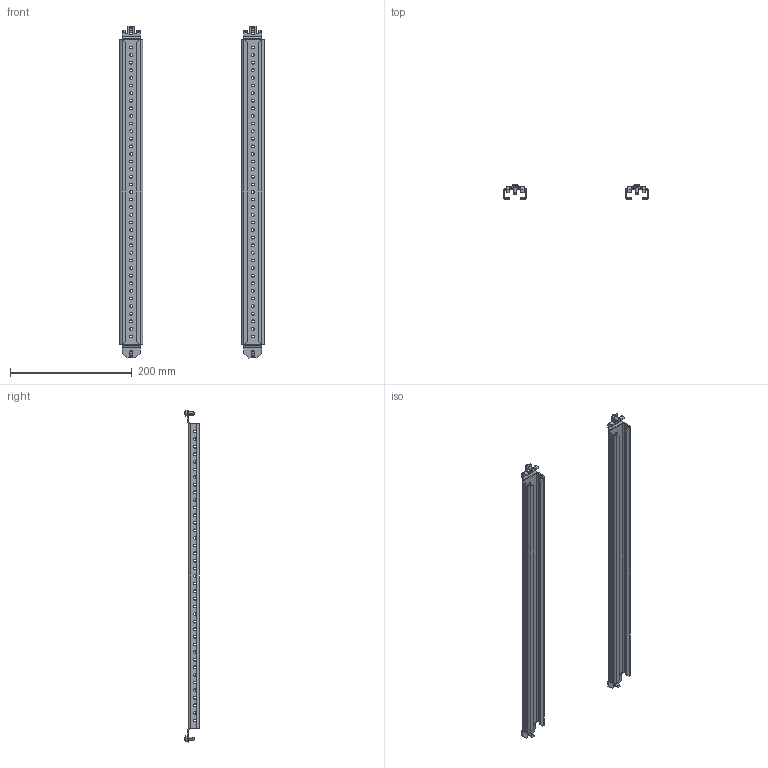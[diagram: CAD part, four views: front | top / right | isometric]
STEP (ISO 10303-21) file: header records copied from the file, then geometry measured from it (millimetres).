
FILE_DESCRIPTION (( 'STEP AP203' ), '1' );
FILE_NAME ('UR14510006060 Ðåéêà ìîíòàæíàÿ îñíîâàíèå øêàôà RS52 00.60 (2øò) (000.801.461-01).STEP', '2022-04-18T07:58:34', ( '' ), ( '' ), 'SwSTEP 2.0', 'SolidWorks 2017', '' );
FILE_SCHEMA (( 'CONFIG_CONTROL_DESIGN' ));
Length unit declared in the file: millimetre
Products named in the file (3): Âèíò DIN 7500 C TORX_Œ5å12; UR14510006060 Ðåéêà ìîíòàæíàÿ îñíîâàíèå øêàôà RS52 00.60 (2øò) (000.801.461-01); 025-257 Øèíà ìîíòàæíàÿ 18õ38_01 (00.60)
Assembly tree (6 placements, depth 2):
  UR14510006060 Ðåéêà ìîíòàæíàÿ îñíîâàíèå øêàôà RS52 00.60 (2øò) (000.801.461-01)
    025-257 Øèíà ìîíòàæíàÿ 18õ38_01 (00.60)  x2
    Âèíò DIN 7500 C TORX_Œ5å12  x4
Bounding box: 238 x 23.69 x 545.5 mm (x, y, z)
Volume: 160289 mm3; surface area: 172303.7 mm2
Topology: 6 solids, 6 shells, 868 faces, 2388 edges, 1536 vertices
Faces by surface type: cylinder 602, plane 242, cone 16, sphere 8
Entity records: 13665 total; most frequent: DIRECTION 2433, CARTESIAN_POINT 2300, ORIENTED_EDGE 2164, EDGE_CURVE 1082, AXIS2_PLACEMENT_3D 973, VERTEX_POINT 694, EDGE_LOOP 630, CIRCLE 571
